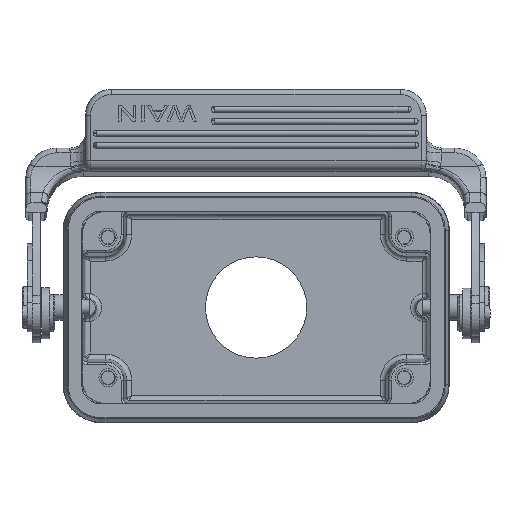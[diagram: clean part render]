
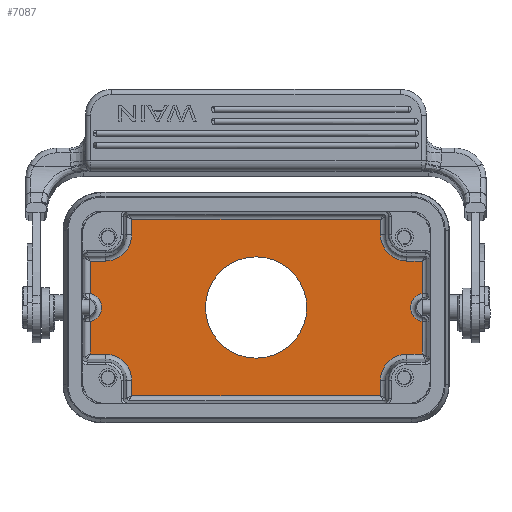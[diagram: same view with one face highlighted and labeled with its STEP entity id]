
A CAD part, front view. The second image highlights one B-rep face of the part: STEP entity #7087.
In plain terms, the highlighted planar face has unit normal (0, -1, 0).
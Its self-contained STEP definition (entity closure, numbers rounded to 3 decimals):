
#1524=PLANE('',#24007);
#3815=LINE('',#35830,#5578);
#3816=LINE('',#35899,#5579);
#3819=LINE('',#35930,#5582);
#3821=LINE('',#35997,#5584);
#3822=LINE('',#36060,#5585);
#3825=LINE('',#36090,#5588);
#3856=LINE('',#36443,#5619);
#3858=LINE('',#36475,#5621);
#3866=LINE('',#36547,#5629);
#3868=LINE('',#36617,#5631);
#3869=LINE('',#36686,#5632);
#3872=LINE('',#36716,#5635);
#3899=LINE('',#37019,#5662);
#3900=LINE('',#37023,#5663);
#5578=VECTOR('',#27849,1.);
#5579=VECTOR('',#27856,1.);
#5582=VECTOR('',#27867,1.);
#5584=VECTOR('',#27873,1.);
#5585=VECTOR('',#27880,1.);
#5588=VECTOR('',#27891,1.);
#5619=VECTOR('',#28098,1.);
#5621=VECTOR('',#28110,1.);
#5629=VECTOR('',#28134,1.);
#5631=VECTOR('',#28138,1.);
#5632=VECTOR('',#28145,1.);
#5635=VECTOR('',#28156,1.);
#5662=VECTOR('',#28281,1.);
#5663=VECTOR('',#28286,1.);
#7087=ADVANCED_FACE('',(#8401,#8402),#1524,.T.);
#8401=FACE_BOUND('',#9191,.T.);
#8402=FACE_BOUND('',#9192,.T.);
#9191=EDGE_LOOP('',(#12647));
#9192=EDGE_LOOP('',(#12648,#12649,#12650,#12651,#12652,#12653,#12654,#12655,
#12656,#12657,#12658,#12659,#12660,#12661,#12662,#12663,#12664,#12665,#12666,
#12667));
#12647=ORIENTED_EDGE('',*,*,#19965,.F.);
#12648=ORIENTED_EDGE('',*,*,#20012,.T.);
#12649=ORIENTED_EDGE('',*,*,#20016,.F.);
#12650=ORIENTED_EDGE('',*,*,#20019,.T.);
#12651=ORIENTED_EDGE('',*,*,#20024,.T.);
#12652=ORIENTED_EDGE('',*,*,#20028,.T.);
#12653=ORIENTED_EDGE('',*,*,#20032,.F.);
#12654=ORIENTED_EDGE('',*,*,#20035,.T.);
#12655=ORIENTED_EDGE('',*,*,#20007,.T.);
#12656=ORIENTED_EDGE('',*,*,#20226,.F.);
#12657=ORIENTED_EDGE('',*,*,#20227,.T.);
#12658=ORIENTED_EDGE('',*,*,#20151,.T.);
#12659=ORIENTED_EDGE('',*,*,#20155,.F.);
#12660=ORIENTED_EDGE('',*,*,#20158,.T.);
#12661=ORIENTED_EDGE('',*,*,#20146,.T.);
#12662=ORIENTED_EDGE('',*,*,#20141,.T.);
#12663=ORIENTED_EDGE('',*,*,#20126,.F.);
#12664=ORIENTED_EDGE('',*,*,#20130,.T.);
#12665=ORIENTED_EDGE('',*,*,#20123,.T.);
#12666=ORIENTED_EDGE('',*,*,#20118,.F.);
#12667=ORIENTED_EDGE('',*,*,#20225,.T.);
#17412=VERTEX_POINT('',#35688);
#17443=VERTEX_POINT('',#35824);
#17446=VERTEX_POINT('',#35829);
#17449=VERTEX_POINT('',#35839);
#17451=VERTEX_POINT('',#35898);
#17453=VERTEX_POINT('',#35920);
#17455=VERTEX_POINT('',#35929);
#17458=VERTEX_POINT('',#35996);
#17461=VERTEX_POINT('',#36059);
#17463=VERTEX_POINT('',#36081);
#17519=VERTEX_POINT('',#36427);
#17520=VERTEX_POINT('',#36431);
#17521=VERTEX_POINT('',#36440);
#17525=VERTEX_POINT('',#36464);
#17526=VERTEX_POINT('',#36466);
#17532=VERTEX_POINT('',#36548);
#17533=VERTEX_POINT('',#36614);
#17537=VERTEX_POINT('',#36626);
#17539=VERTEX_POINT('',#36685);
#17541=VERTEX_POINT('',#36707);
#17584=VERTEX_POINT('',#37022);
#19965=EDGE_CURVE('',#17412,#17412,#22267,.T.);
#20007=EDGE_CURVE('',#17443,#17446,#3815,.T.);
#20012=EDGE_CURVE('',#17449,#17451,#3816,.T.);
#20016=EDGE_CURVE('',#17453,#17451,#22287,.T.);
#20019=EDGE_CURVE('',#17453,#17455,#3819,.T.);
#20024=EDGE_CURVE('',#17455,#17458,#3821,.T.);
#20028=EDGE_CURVE('',#17458,#17461,#3822,.T.);
#20032=EDGE_CURVE('',#17463,#17461,#22292,.T.);
#20035=EDGE_CURVE('',#17463,#17443,#3825,.T.);
#20118=EDGE_CURVE('',#17519,#17520,#22331,.T.);
#20123=EDGE_CURVE('',#17521,#17520,#3856,.T.);
#20126=EDGE_CURVE('',#17525,#17526,#22335,.T.);
#20130=EDGE_CURVE('',#17525,#17521,#3858,.T.);
#20141=EDGE_CURVE('',#17532,#17526,#3866,.T.);
#20146=EDGE_CURVE('',#17533,#17532,#3868,.T.);
#20151=EDGE_CURVE('',#17537,#17539,#3869,.T.);
#20155=EDGE_CURVE('',#17541,#17539,#22343,.T.);
#20158=EDGE_CURVE('',#17541,#17533,#3872,.T.);
#20225=EDGE_CURVE('',#17519,#17449,#3899,.T.);
#20226=EDGE_CURVE('',#17584,#17446,#22359,.T.);
#20227=EDGE_CURVE('',#17584,#17537,#3900,.T.);
#22267=CIRCLE('',#23796,9.75);
#22287=CIRCLE('',#23836,5.053);
#22292=CIRCLE('',#23845,5.053);
#22331=CIRCLE('',#23930,2.772);
#22335=CIRCLE('',#23937,5.053);
#22343=CIRCLE('',#23954,5.053);
#22359=CIRCLE('',#24006,2.772);
#23796=AXIS2_PLACEMENT_3D('',#35687,#27766,#27767);
#23836=AXIS2_PLACEMENT_3D('',#35921,#27862,#27863);
#23845=AXIS2_PLACEMENT_3D('',#36082,#27886,#27887);
#23930=AXIS2_PLACEMENT_3D('',#36430,#28087,#28088);
#23937=AXIS2_PLACEMENT_3D('',#36465,#28103,#28104);
#23954=AXIS2_PLACEMENT_3D('',#36708,#28151,#28152);
#24006=AXIS2_PLACEMENT_3D('',#37021,#28284,#28285);
#24007=AXIS2_PLACEMENT_3D('',#37024,#28287,#28288);
#27766=DIRECTION('',(0.,-1.,0.));
#27767=DIRECTION('',(0.,0.,-1.));
#27849=DIRECTION('',(0.,0.,-1.));
#27856=DIRECTION('',(-1.,0.,0.));
#27862=DIRECTION('',(0.,-1.,0.));
#27863=DIRECTION('',(0.,0.,-1.));
#27867=DIRECTION('',(0.,0.,1.));
#27873=DIRECTION('',(-1.,0.,0.));
#27880=DIRECTION('',(0.,0.,-1.));
#27886=DIRECTION('',(0.,-1.,0.));
#27887=DIRECTION('',(0.,0.,-1.));
#27891=DIRECTION('',(-1.,0.,0.));
#28087=DIRECTION('',(0.,-1.,0.));
#28088=DIRECTION('',(0.,0.,-1.));
#28098=DIRECTION('',(0.,0.,1.));
#28103=DIRECTION('',(0.,-1.,0.));
#28104=DIRECTION('',(0.,0.,-1.));
#28110=DIRECTION('',(1.,0.,0.));
#28134=DIRECTION('',(0.,0.,1.));
#28138=DIRECTION('',(1.,0.,0.));
#28145=DIRECTION('',(1.,0.,0.));
#28151=DIRECTION('',(0.,-1.,0.));
#28152=DIRECTION('',(0.,0.,-1.));
#28156=DIRECTION('',(0.,0.,-1.));
#28281=DIRECTION('',(0.,0.,1.));
#28284=DIRECTION('',(0.,-1.,0.));
#28285=DIRECTION('',(0.,0.,-1.));
#28286=DIRECTION('',(0.,0.,-1.));
#28287=DIRECTION('',(0.,-1.,0.));
#28288=DIRECTION('',(0.,0.,-1.));
#35687=CARTESIAN_POINT('',(0.,19.35,0.));
#35688=CARTESIAN_POINT('',(0.,19.35,-9.75));
#35824=CARTESIAN_POINT('',(-31.947,19.35,8.947));
#35829=CARTESIAN_POINT('',(-31.947,19.35,2.717));
#35830=CARTESIAN_POINT('',(-31.947,19.35,-21.5));
#35839=CARTESIAN_POINT('',(31.947,19.35,8.947));
#35898=CARTESIAN_POINT('',(29.,19.35,8.947));
#35899=CARTESIAN_POINT('',(0.,19.35,8.947));
#35920=CARTESIAN_POINT('',(23.947,19.35,14.));
#35921=CARTESIAN_POINT('',(29.,19.35,14.));
#35929=CARTESIAN_POINT('',(23.947,19.35,16.947));
#35930=CARTESIAN_POINT('',(23.947,19.35,-21.5));
#35996=CARTESIAN_POINT('',(-23.947,19.35,16.947));
#35997=CARTESIAN_POINT('',(0.,19.35,16.947));
#36059=CARTESIAN_POINT('',(-23.947,19.35,14.));
#36060=CARTESIAN_POINT('',(-23.947,19.35,-21.5));
#36081=CARTESIAN_POINT('',(-29.,19.35,8.947));
#36082=CARTESIAN_POINT('',(-29.,19.35,14.));
#36090=CARTESIAN_POINT('',(0.,19.35,8.947));
#36427=CARTESIAN_POINT('',(31.947,19.35,2.717));
#36430=CARTESIAN_POINT('',(32.5,19.35,0.));
#36431=CARTESIAN_POINT('',(31.947,19.35,-2.717));
#36440=CARTESIAN_POINT('',(31.947,19.35,-8.947));
#36443=CARTESIAN_POINT('',(31.947,19.35,-21.5));
#36464=CARTESIAN_POINT('',(29.,19.35,-8.947));
#36465=CARTESIAN_POINT('',(29.,19.35,-14.));
#36466=CARTESIAN_POINT('',(23.947,19.35,-14.));
#36475=CARTESIAN_POINT('',(0.,19.35,-8.947));
#36547=CARTESIAN_POINT('',(23.947,19.35,-21.5));
#36548=CARTESIAN_POINT('',(23.947,19.35,-16.947));
#36614=CARTESIAN_POINT('',(-23.947,19.35,-16.947));
#36617=CARTESIAN_POINT('',(0.,19.35,-16.947));
#36626=CARTESIAN_POINT('',(-31.947,19.35,-8.947));
#36685=CARTESIAN_POINT('',(-29.,19.35,-8.947));
#36686=CARTESIAN_POINT('',(0.,19.35,-8.947));
#36707=CARTESIAN_POINT('',(-23.947,19.35,-14.));
#36708=CARTESIAN_POINT('',(-29.,19.35,-14.));
#36716=CARTESIAN_POINT('',(-23.947,19.35,-21.5));
#37019=CARTESIAN_POINT('',(31.947,19.35,-21.5));
#37021=CARTESIAN_POINT('',(-32.5,19.35,0.));
#37022=CARTESIAN_POINT('',(-31.947,19.35,-2.717));
#37023=CARTESIAN_POINT('',(-31.947,19.35,-21.5));
#37024=CARTESIAN_POINT('',(0.,19.35,-21.5));
